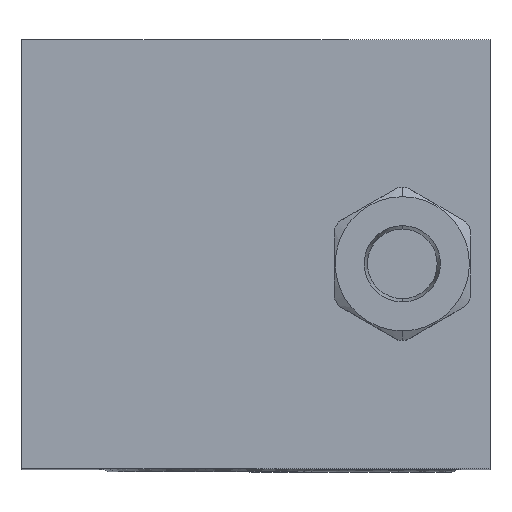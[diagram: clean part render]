
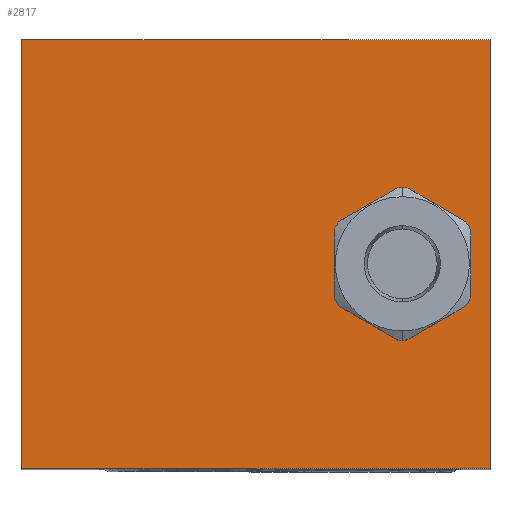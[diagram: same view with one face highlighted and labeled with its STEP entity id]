
A CAD part, top view. The second image highlights one B-rep face of the part: STEP entity #2817.
In plain terms, the highlighted planar face has unit normal (0, 0, 1).
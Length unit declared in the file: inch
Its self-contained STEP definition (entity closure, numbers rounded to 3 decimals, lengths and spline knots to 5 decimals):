
#163=DIRECTION('',(0.,-1.,0.));
#164=VECTOR('',#163,2.75);
#165=CARTESIAN_POINT('',(0.,0.,4.));
#166=LINE('',#165,#164);
#167=DIRECTION('',(-1.,0.,0.));
#168=VECTOR('',#167,3.);
#169=CARTESIAN_POINT('',(3.,0.,4.));
#170=LINE('',#169,#168);
#171=DIRECTION('',(0.,1.,0.));
#172=VECTOR('',#171,2.75);
#173=CARTESIAN_POINT('',(3.,-2.75,4.));
#174=LINE('',#173,#172);
#175=DIRECTION('',(1.,0.,0.));
#176=VECTOR('',#175,3.);
#177=CARTESIAN_POINT('',(0.,-2.75,4.));
#178=LINE('',#177,#176);
#179=CARTESIAN_POINT('',(2.438,-1.438,4.));
#180=DIRECTION('',(0.,0.,-1.));
#181=DIRECTION('',(-1.,0.,0.));
#182=AXIS2_PLACEMENT_3D('',#179,#180,#181);
#184=CARTESIAN_POINT('',(2.438,-1.438,4.));
#185=DIRECTION('',(0.,0.,-1.));
#186=DIRECTION('',(1.,0.,0.));
#187=AXIS2_PLACEMENT_3D('',#184,#185,#186);
#2281=CARTESIAN_POINT('',(0.,0.,4.));
#2282=CARTESIAN_POINT('',(0.,-2.75,4.));
#2283=VERTEX_POINT('',#2281);
#2284=VERTEX_POINT('',#2282);
#2285=CARTESIAN_POINT('',(3.,-2.75,4.));
#2286=VERTEX_POINT('',#2285);
#2287=CARTESIAN_POINT('',(3.,0.,4.));
#2288=VERTEX_POINT('',#2287);
#2626=CARTESIAN_POINT('',(2.8685,-1.438,4.));
#2627=VERTEX_POINT('',#2626);
#2636=CARTESIAN_POINT('',(2.0075,-1.438,4.));
#2637=VERTEX_POINT('',#2636);
#2800=CARTESIAN_POINT('',(0.,0.,4.));
#2801=DIRECTION('',(0.,0.,1.));
#2802=DIRECTION('',(1.,0.,0.));
#2803=AXIS2_PLACEMENT_3D('',#2800,#2801,#2802);
#2804=PLANE('',#2803);
#2805=ORIENTED_EDGE('',*,*,#2674,.F.);
#2806=ORIENTED_EDGE('',*,*,#2701,.F.);
#2807=ORIENTED_EDGE('',*,*,#2745,.F.);
#2808=ORIENTED_EDGE('',*,*,#2758,.F.);
#2809=EDGE_LOOP('',(#2805,#2806,#2807,#2808));
#2810=FACE_OUTER_BOUND('',#2809,.F.);
#2812=ORIENTED_EDGE('',*,*,#2811,.F.);
#2814=ORIENTED_EDGE('',*,*,#2813,.F.);
#2815=EDGE_LOOP('',(#2812,#2814));
#2816=FACE_BOUND('',#2815,.F.);
#2817=ADVANCED_FACE('',(#2810,#2816),#2804,.T.);
#183=CIRCLE('',#182,0.4305);
#188=CIRCLE('',#187,0.4305);
#2674=EDGE_CURVE('',#2283,#2284,#166,.T.);
#2701=EDGE_CURVE('',#2288,#2283,#170,.T.);
#2745=EDGE_CURVE('',#2286,#2288,#174,.T.);
#2758=EDGE_CURVE('',#2284,#2286,#178,.T.);
#2811=EDGE_CURVE('',#2637,#2627,#183,.T.);
#2813=EDGE_CURVE('',#2627,#2637,#188,.T.);
